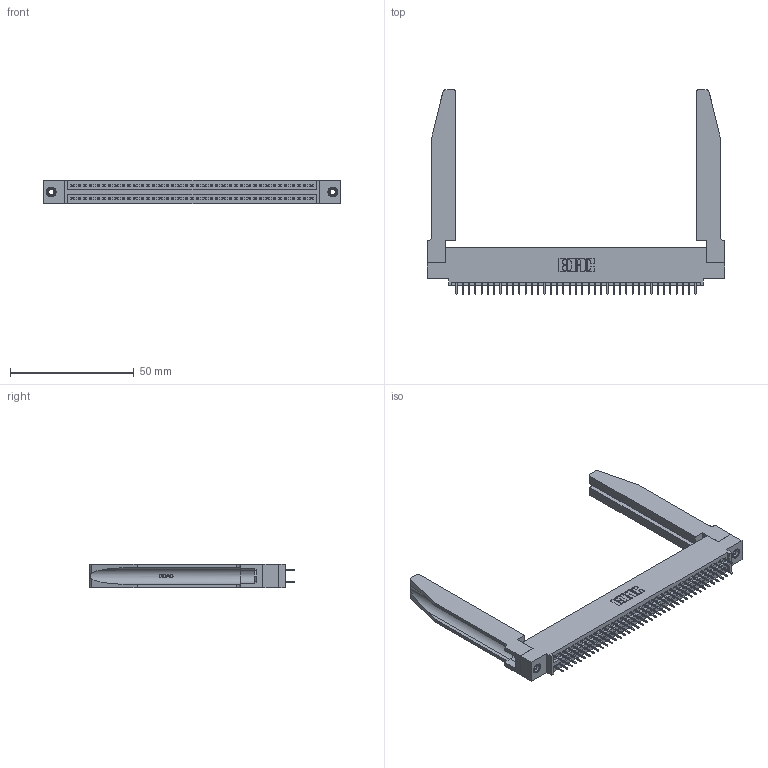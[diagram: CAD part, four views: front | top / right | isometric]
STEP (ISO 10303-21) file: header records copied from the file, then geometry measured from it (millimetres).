
FILE_DESCRIPTION (( 'STEP AP203' ), '1' );
FILE_NAME ('395-078-525-578.STEP', '2020-09-25T09:39:56', ( '' ), ( '' ), 'SwSTEP 2.0', 'SolidWorks 2020', '' );
FILE_SCHEMA (( 'CONFIG_CONTROL_DESIGN' ));
Length unit declared in the file: inch
Products named in the file (5): 395-078-525-578; 345-220-078_345-220-078; 345 Part_0.110 Offset - 0.156 Dia-TH; 345-292-001_345-293-125; 345-250-001_345-250-001-102
Assembly tree (83 placements, depth 2):
  395-078-525-578
    345 Part_0.110 Offset - 0.156 Dia-TH
    345-292-001_345-293-125  x78
    345-250-001_345-250-001-102  x2
    345-220-078_345-220-078  x2
Bounding box: 120.29 x 82.47 x 9.4 mm (x, y, z)
Volume: 19226.3 mm3; surface area: 23420.1 mm2
Topology: 83 solids, 83 shells, 4576 faces, 12895 edges, 8274 vertices
Faces by surface type: plane 3268, cylinder 1256, bspline 36, cone 12, torus 4
Entity records: 35950 total; most frequent: CARTESIAN_POINT 6947, ORIENTED_EDGE 5778, DIRECTION 5123, EDGE_CURVE 2889, VECTOR 2511, LINE 2511, VERTEX_POINT 1916, AXIS2_PLACEMENT_3D 1306
